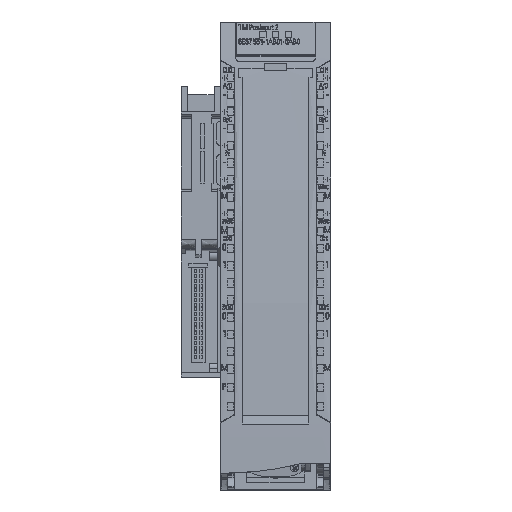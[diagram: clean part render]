
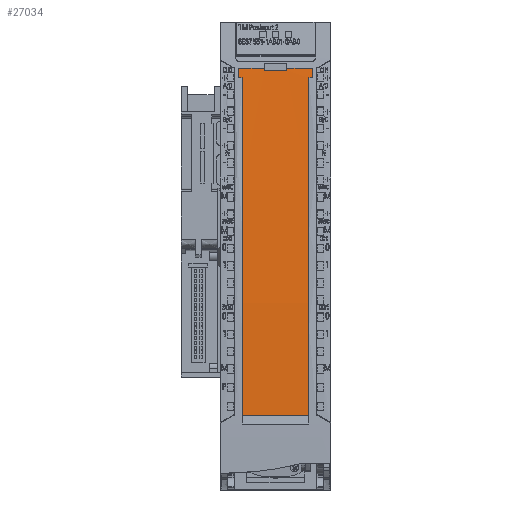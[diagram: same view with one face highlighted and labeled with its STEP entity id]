
A CAD part, top view. The second image highlights one B-rep face of the part: STEP entity #27034.
In plain terms, the highlighted cylindrical face has radius 999.1 mm (diameter 1998.2 mm), a partial arc.
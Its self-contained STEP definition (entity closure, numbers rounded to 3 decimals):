
#27034=ADVANCED_FACE('',(#31673),#29362,.T.);
#29362=CYLINDRICAL_SURFACE('',#100118,999.1);
#31673=FACE_OUTER_BOUND('',#35985,.T.);
#35985=EDGE_LOOP('',(#68061,#68062,#68063,#68064,#68065,#68066,#68067,#68068,
#68069,#68070,#68071,#68072));
#44169=LINE('',#137088,#52388);
#44240=LINE('',#137296,#52463);
#44241=LINE('',#137298,#52464);
#44243=LINE('',#137302,#52466);
#44244=LINE('',#137307,#52467);
#44245=LINE('',#137308,#52468);
#52388=VECTOR('',#113342,1.);
#52463=VECTOR('',#113543,1.);
#52464=VECTOR('',#113546,1.);
#52466=VECTOR('',#113550,1.);
#52467=VECTOR('',#113555,1.);
#52468=VECTOR('',#113556,1.);
#68061=ORIENTED_EDGE('',*,*,#90857,.F.);
#68062=ORIENTED_EDGE('',*,*,#90866,.F.);
#68063=ORIENTED_EDGE('',*,*,#90867,.F.);
#68064=ORIENTED_EDGE('',*,*,#90864,.T.);
#68065=ORIENTED_EDGE('',*,*,#90788,.T.);
#68066=ORIENTED_EDGE('',*,*,#90782,.T.);
#68067=ORIENTED_EDGE('',*,*,#90778,.T.);
#68068=ORIENTED_EDGE('',*,*,#90863,.T.);
#68069=ORIENTED_EDGE('',*,*,#90868,.T.);
#68070=ORIENTED_EDGE('',*,*,#90869,.F.);
#68071=ORIENTED_EDGE('',*,*,#90861,.T.);
#68072=ORIENTED_EDGE('',*,*,#90870,.F.);
#81646=VERTEX_POINT('',#137076);
#81647=VERTEX_POINT('',#137078);
#81650=VERTEX_POINT('',#137089);
#81652=VERTEX_POINT('',#137095);
#81678=VERTEX_POINT('',#137283);
#81679=VERTEX_POINT('',#137285);
#81680=VERTEX_POINT('',#137289);
#81681=VERTEX_POINT('',#137291);
#81682=VERTEX_POINT('',#137295);
#81683=VERTEX_POINT('',#137299);
#81684=VERTEX_POINT('',#137303);
#81685=VERTEX_POINT('',#137306);
#90778=EDGE_CURVE('',#81647,#81646,#96522,.T.);
#90782=EDGE_CURVE('',#81650,#81647,#44169,.T.);
#90788=EDGE_CURVE('',#81652,#81650,#96523,.T.);
#90857=EDGE_CURVE('',#81678,#81679,#96527,.T.);
#90861=EDGE_CURVE('',#81680,#81681,#96528,.T.);
#90863=EDGE_CURVE('',#81646,#81682,#44240,.T.);
#90864=EDGE_CURVE('',#81683,#81652,#44241,.T.);
#90866=EDGE_CURVE('',#81684,#81678,#44243,.T.);
#90867=EDGE_CURVE('',#81683,#81684,#96529,.T.);
#90868=EDGE_CURVE('',#81682,#81685,#96530,.T.);
#90869=EDGE_CURVE('',#81680,#81685,#44244,.T.);
#90870=EDGE_CURVE('',#81679,#81681,#44245,.T.);
#96522=CIRCLE('',#100049,999.1);
#96523=CIRCLE('',#100052,999.1);
#96527=CIRCLE('',#100110,999.1);
#96528=CIRCLE('',#100112,999.1);
#96529=CIRCLE('',#100116,999.1);
#96530=CIRCLE('',#100117,999.1);
#100049=AXIS2_PLACEMENT_3D('',#137077,#113336,#113337);
#100052=AXIS2_PLACEMENT_3D('',#137102,#113349,#113350);
#100110=AXIS2_PLACEMENT_3D('',#137284,#113531,#113532);
#100112=AXIS2_PLACEMENT_3D('',#137292,#113538,#113539);
#100116=AXIS2_PLACEMENT_3D('',#137304,#113551,#113552);
#100117=AXIS2_PLACEMENT_3D('',#137305,#113553,#113554);
#100118=AXIS2_PLACEMENT_3D('',#137309,#113557,#113558);
#113336=DIRECTION('',(-1.,0.,0.));
#113337=DIRECTION('',(0.,0.,-1.));
#113342=DIRECTION('',(-1.,0.,0.));
#113349=DIRECTION('',(1.,0.,0.));
#113350=DIRECTION('',(0.,0.,1.));
#113531=DIRECTION('',(1.,0.,0.));
#113532=DIRECTION('',(0.,0.008,1.));
#113538=DIRECTION('',(1.,0.,0.));
#113539=DIRECTION('',(0.,0.008,1.));
#113543=DIRECTION('',(-1.,0.,0.));
#113546=DIRECTION('',(-1.,0.,0.));
#113550=DIRECTION('',(-1.,0.,0.));
#113551=DIRECTION('',(1.,0.,0.));
#113552=DIRECTION('',(0.,0.008,1.));
#113553=DIRECTION('',(1.,0.,0.));
#113554=DIRECTION('',(0.,0.008,1.));
#113555=DIRECTION('',(-1.,0.,0.));
#113556=DIRECTION('',(-1.,0.,0.));
#113557=DIRECTION('',(-1.,0.,0.));
#113558=DIRECTION('',(0.,0.,1.));
#137076=CARTESIAN_POINT('',(-3.5,54.894,127.179));
#137077=CARTESIAN_POINT('',(-3.5,-62.5,-865.));
#137078=CARTESIAN_POINT('',(-3.5,54.351,127.243));
#137088=CARTESIAN_POINT('',(10.5,54.351,127.243));
#137089=CARTESIAN_POINT('',(3.5,54.351,127.243));
#137095=CARTESIAN_POINT('',(3.5,54.894,127.179));
#137102=CARTESIAN_POINT('',(3.5,-62.5,-865.));
#137283=CARTESIAN_POINT('',(10.5,51.917,127.527));
#137284=CARTESIAN_POINT('',(10.5,-62.5,-865.));
#137285=CARTESIAN_POINT('',(10.5,-54.207,134.066));
#137289=CARTESIAN_POINT('',(-10.5,51.917,127.527));
#137291=CARTESIAN_POINT('',(-10.5,-54.207,134.066));
#137292=CARTESIAN_POINT('',(-10.5,-62.5,-865.));
#137295=CARTESIAN_POINT('',(-11.65,54.894,127.179));
#137296=CARTESIAN_POINT('',(10.5,54.894,127.179));
#137298=CARTESIAN_POINT('',(10.5,54.894,127.179));
#137299=CARTESIAN_POINT('',(11.65,54.894,127.179));
#137302=CARTESIAN_POINT('',(11.65,51.917,127.527));
#137303=CARTESIAN_POINT('',(11.65,51.917,127.527));
#137304=CARTESIAN_POINT('',(11.65,-62.5,-865.));
#137305=CARTESIAN_POINT('',(-11.65,-62.5,-865.));
#137306=CARTESIAN_POINT('',(-11.65,51.917,127.527));
#137307=CARTESIAN_POINT('',(11.65,51.917,127.527));
#137308=CARTESIAN_POINT('',(10.5,-54.207,134.066));
#137309=CARTESIAN_POINT('',(10.5,-62.5,-865.));
